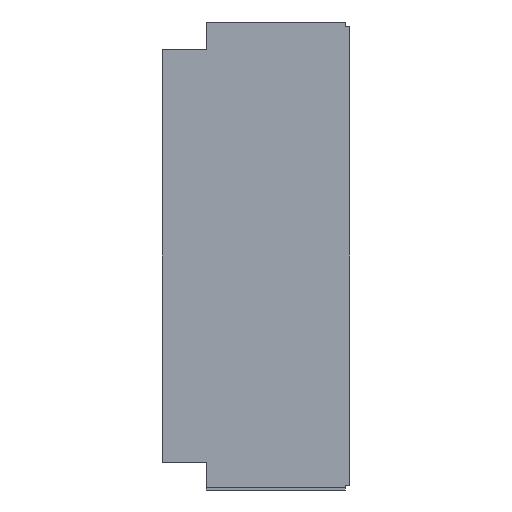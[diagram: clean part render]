
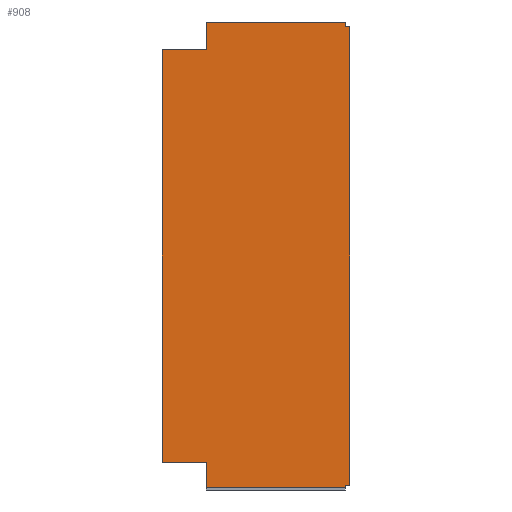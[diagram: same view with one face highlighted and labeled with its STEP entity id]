
A CAD part, front view. The second image highlights one B-rep face of the part: STEP entity #908.
In plain terms, the highlighted planar face has unit normal (0, -1, 0).
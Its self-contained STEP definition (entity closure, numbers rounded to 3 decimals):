
#49=FACE_OUTER_BOUND('',#95,.T.);
#95=EDGE_LOOP('',(#604,#605,#606,#607,#608,#609,#610,#611,#612,#613,#614,
#615,#616,#617));
#168=LINE('',#1328,#278);
#169=LINE('',#1331,#279);
#170=LINE('',#1333,#280);
#171=LINE('',#1335,#281);
#172=LINE('',#1337,#282);
#173=LINE('',#1339,#283);
#174=LINE('',#1341,#284);
#175=LINE('',#1343,#285);
#176=LINE('',#1345,#286);
#177=LINE('',#1347,#287);
#178=LINE('',#1349,#288);
#179=LINE('',#1351,#289);
#180=LINE('',#1353,#290);
#181=LINE('',#1354,#291);
#278=VECTOR('',#1074,10.);
#279=VECTOR('',#1077,10.);
#280=VECTOR('',#1078,10.);
#281=VECTOR('',#1079,10.);
#282=VECTOR('',#1080,10.);
#283=VECTOR('',#1081,10.);
#284=VECTOR('',#1082,10.);
#285=VECTOR('',#1083,10.);
#286=VECTOR('',#1084,10.);
#287=VECTOR('',#1085,10.);
#288=VECTOR('',#1086,10.);
#289=VECTOR('',#1087,10.);
#290=VECTOR('',#1088,10.);
#291=VECTOR('',#1089,10.);
#389=VERTEX_POINT('',#1322);
#391=VERTEX_POINT('',#1326);
#392=VERTEX_POINT('',#1330);
#393=VERTEX_POINT('',#1332);
#394=VERTEX_POINT('',#1334);
#395=VERTEX_POINT('',#1336);
#396=VERTEX_POINT('',#1338);
#397=VERTEX_POINT('',#1340);
#398=VERTEX_POINT('',#1342);
#399=VERTEX_POINT('',#1344);
#400=VERTEX_POINT('',#1346);
#401=VERTEX_POINT('',#1348);
#402=VERTEX_POINT('',#1350);
#403=VERTEX_POINT('',#1352);
#476=EDGE_CURVE('',#389,#391,#168,.T.);
#477=EDGE_CURVE('',#392,#391,#169,.T.);
#478=EDGE_CURVE('',#393,#392,#170,.T.);
#479=EDGE_CURVE('',#393,#394,#171,.T.);
#480=EDGE_CURVE('',#395,#394,#172,.T.);
#481=EDGE_CURVE('',#396,#395,#173,.T.);
#482=EDGE_CURVE('',#397,#396,#174,.T.);
#483=EDGE_CURVE('',#398,#397,#175,.T.);
#484=EDGE_CURVE('',#399,#398,#176,.T.);
#485=EDGE_CURVE('',#400,#399,#177,.T.);
#486=EDGE_CURVE('',#401,#400,#178,.T.);
#487=EDGE_CURVE('',#402,#401,#179,.T.);
#488=EDGE_CURVE('',#403,#402,#180,.T.);
#489=EDGE_CURVE('',#389,#403,#181,.T.);
#604=ORIENTED_EDGE('',*,*,#476,.T.);
#605=ORIENTED_EDGE('',*,*,#477,.F.);
#606=ORIENTED_EDGE('',*,*,#478,.F.);
#607=ORIENTED_EDGE('',*,*,#479,.T.);
#608=ORIENTED_EDGE('',*,*,#480,.F.);
#609=ORIENTED_EDGE('',*,*,#481,.F.);
#610=ORIENTED_EDGE('',*,*,#482,.F.);
#611=ORIENTED_EDGE('',*,*,#483,.F.);
#612=ORIENTED_EDGE('',*,*,#484,.F.);
#613=ORIENTED_EDGE('',*,*,#485,.F.);
#614=ORIENTED_EDGE('',*,*,#486,.F.);
#615=ORIENTED_EDGE('',*,*,#487,.F.);
#616=ORIENTED_EDGE('',*,*,#488,.F.);
#617=ORIENTED_EDGE('',*,*,#489,.F.);
#827=PLANE('',#979);
#908=ADVANCED_FACE('',(#49),#827,.F.);
#979=AXIS2_PLACEMENT_3D('',#1329,#1075,#1076);
#1074=DIRECTION('',(0.,0.,-1.));
#1075=DIRECTION('center_axis',(0.,1.,0.));
#1076=DIRECTION('ref_axis',(0.,0.,1.));
#1077=DIRECTION('',(-1.,0.,0.));
#1078=DIRECTION('',(0.,0.,1.));
#1079=DIRECTION('',(0.,0.,-1.));
#1080=DIRECTION('',(-1.,0.,0.));
#1081=DIRECTION('',(0.,0.,-1.));
#1082=DIRECTION('',(-1.,0.,0.));
#1083=DIRECTION('',(0.,0.,-1.));
#1084=DIRECTION('',(1.,0.,0.));
#1085=DIRECTION('',(0.,0.,-1.));
#1086=DIRECTION('',(1.,0.,0.));
#1087=DIRECTION('',(0.,0.,1.));
#1088=DIRECTION('',(0.,0.,1.));
#1089=DIRECTION('',(1.,0.,0.));
#1322=CARTESIAN_POINT('',(-79.,-1.,-50.));
#1326=CARTESIAN_POINT('',(-79.,-1.,-228.));
#1328=CARTESIAN_POINT('',(-79.,-1.,-139.));
#1329=CARTESIAN_POINT('Origin',(-34.271,-1.,-139.));
#1330=CARTESIAN_POINT('',(-60.,-1.,-228.));
#1331=CARTESIAN_POINT('',(-60.,-1.,-228.));
#1332=CARTESIAN_POINT('',(-60.,-1.,-238.));
#1333=CARTESIAN_POINT('',(-60.,-1.,-278.));
#1334=CARTESIAN_POINT('',(-60.,-1.,-239.));
#1335=CARTESIAN_POINT('',(-60.,-1.,-190.375));
#1336=CARTESIAN_POINT('',(0.,-1.,-239.));
#1337=CARTESIAN_POINT('',(-34.271,-1.,-239.));
#1338=CARTESIAN_POINT('',(0.,-1.,-238.));
#1339=CARTESIAN_POINT('',(0.,-1.,-188.5));
#1340=CARTESIAN_POINT('',(2.,-1.,-238.));
#1341=CARTESIAN_POINT('',(-16.635,-1.,-238.));
#1342=CARTESIAN_POINT('',(2.,-1.,-40.));
#1343=CARTESIAN_POINT('',(2.,-1.,-139.));
#1344=CARTESIAN_POINT('',(0.,-1.,-40.));
#1345=CARTESIAN_POINT('',(-16.635,-1.,-40.));
#1346=CARTESIAN_POINT('',(0.,-1.,-38.));
#1347=CARTESIAN_POINT('',(0.,-1.,-87.625));
#1348=CARTESIAN_POINT('',(-60.,-1.,-38.));
#1349=CARTESIAN_POINT('',(-34.271,-1.,-38.));
#1350=CARTESIAN_POINT('',(-60.,-1.,-40.));
#1351=CARTESIAN_POINT('',(-60.,-1.,-89.5));
#1352=CARTESIAN_POINT('',(-60.,-1.,-50.));
#1353=CARTESIAN_POINT('',(-60.,-1.,-50.));
#1354=CARTESIAN_POINT('',(-85.57,-1.,-50.));
